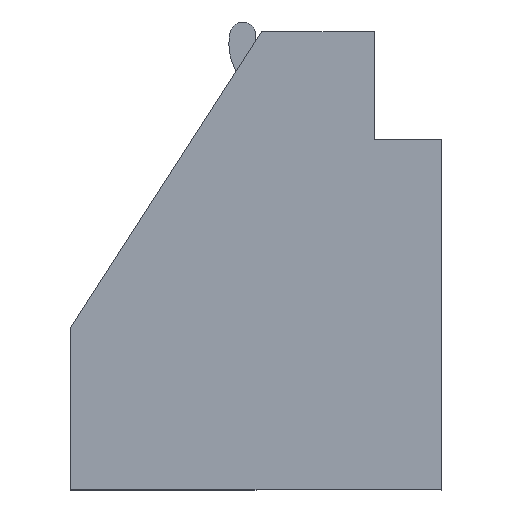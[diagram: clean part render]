
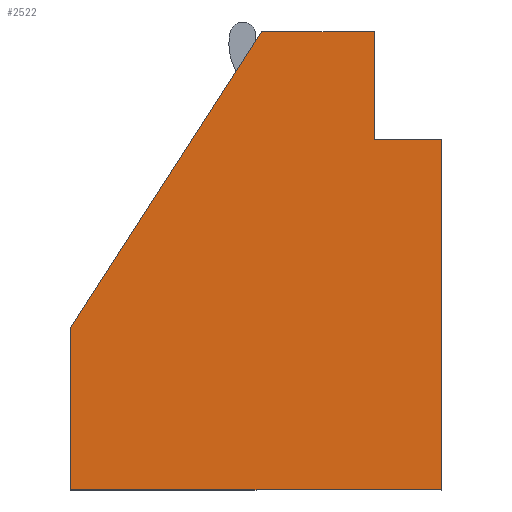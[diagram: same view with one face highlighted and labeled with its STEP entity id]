
A CAD part, top view. The second image highlights one B-rep face of the part: STEP entity #2522.
In plain terms, the highlighted planar face has unit normal (0, 0, 1).
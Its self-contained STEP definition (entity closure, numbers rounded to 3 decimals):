
#31 = FACE_OUTER_BOUND ( 'NONE', #1337, .T. ) ;
#40 = ORIENTED_EDGE ( 'NONE', *, *, #2342, .T. ) ;
#107 = LINE ( 'NONE', #986, #2143 ) ;
#131 = DIRECTION ( 'NONE',  ( -1., 0., 0. ) ) ;
#306 = DIRECTION ( 'NONE',  ( 1., 0., 0. ) ) ;
#342 = VECTOR ( 'NONE', #131, 1000. ) ;
#365 = DIRECTION ( 'NONE',  ( 0., 1., 0. ) ) ;
#487 = LINE ( 'NONE', #995, #2454 ) ;
#519 = ORIENTED_EDGE ( 'NONE', *, *, #3071, .T. ) ;
#541 = VECTOR ( 'NONE', #899, 1000. ) ;
#548 = ORIENTED_EDGE ( 'NONE', *, *, #2879, .T. ) ;
#561 = VERTEX_POINT ( 'NONE', #2749 ) ;
#575 = VERTEX_POINT ( 'NONE', #1319 ) ;
#611 = CARTESIAN_POINT ( 'NONE',  ( -5.182, -14.399, 8.731 ) ) ;
#707 = CARTESIAN_POINT ( 'NONE',  ( 12.409, 5.887, 8.731 ) ) ;
#712 = EDGE_CURVE ( 'NONE', #561, #2085, #3452, .T. ) ;
#729 = LINE ( 'NONE', #707, #342 ) ;
#741 = LINE ( 'NONE', #2074, #2439 ) ;
#865 = CARTESIAN_POINT ( 'NONE',  ( 12.409, 5.887, 8.731 ) ) ;
#899 = DIRECTION ( 'NONE',  ( -1., 0., 0. ) ) ;
#912 = CARTESIAN_POINT ( 'NONE',  ( 16.305, 5.887, 8.731 ) ) ;
#923 = DIRECTION ( 'NONE',  ( 0., -1., 0. ) ) ;
#955 = CARTESIAN_POINT ( 'NONE',  ( 16.305, -14.399, 8.731 ) ) ;
#986 = CARTESIAN_POINT ( 'NONE',  ( -5.182, -14.399, 8.731 ) ) ;
#991 = ORIENTED_EDGE ( 'NONE', *, *, #712, .T. ) ;
#995 = CARTESIAN_POINT ( 'NONE',  ( 5.894, 12.148, 8.731 ) ) ;
#1021 = CARTESIAN_POINT ( 'NONE',  ( 5.894, 12.148, 8.731 ) ) ;
#1164 = DIRECTION ( 'NONE',  ( 0., 0., 1. ) ) ;
#1178 = PLANE ( 'NONE',  #2964 ) ;
#1319 = CARTESIAN_POINT ( 'NONE',  ( 16.305, 5.887, 8.731 ) ) ;
#1337 = EDGE_LOOP ( 'NONE', ( #548, #2392, #2665, #40, #3537, #991, #519 ) ) ;
#1444 = CARTESIAN_POINT ( 'NONE',  ( 0., 0., 8.731 ) ) ;
#1515 = LINE ( 'NONE', #2657, #541 ) ;
#1558 = EDGE_CURVE ( 'NONE', #3507, #561, #487, .T. ) ;
#1949 = EDGE_CURVE ( 'NONE', #575, #2473, #729, .T. ) ;
#2018 = LINE ( 'NONE', #912, #3262 ) ;
#2074 = CARTESIAN_POINT ( 'NONE',  ( 12.409, 5.887, 8.731 ) ) ;
#2085 = VERTEX_POINT ( 'NONE', #611 ) ;
#2143 = VECTOR ( 'NONE', #2986, 1000. ) ;
#2288 = VERTEX_POINT ( 'NONE', #955 ) ;
#2340 = VECTOR ( 'NONE', #923, 1000. ) ;
#2342 = EDGE_CURVE ( 'NONE', #3064, #3507, #1515, .T. ) ;
#2392 = ORIENTED_EDGE ( 'NONE', *, *, #1949, .T. ) ;
#2439 = VECTOR ( 'NONE', #365, 1000. ) ;
#2454 = VECTOR ( 'NONE', #3228, 1000. ) ;
#2473 = VERTEX_POINT ( 'NONE', #865 ) ;
#2522 = ADVANCED_FACE ( 'NONE', ( #31 ), #1178, .T. ) ;
#2560 = CARTESIAN_POINT ( 'NONE',  ( -5.182, -5.009, 8.731 ) ) ;
#2581 = DIRECTION ( 'NONE',  ( 0., 1., 0. ) ) ;
#2657 = CARTESIAN_POINT ( 'NONE',  ( 12.409, 12.148, 8.731 ) ) ;
#2665 = ORIENTED_EDGE ( 'NONE', *, *, #3141, .T. ) ;
#2749 = CARTESIAN_POINT ( 'NONE',  ( -5.182, -5.009, 8.731 ) ) ;
#2879 = EDGE_CURVE ( 'NONE', #2288, #575, #2018, .T. ) ;
#2964 = AXIS2_PLACEMENT_3D ( 'NONE', #1444, #1164, #306 ) ;
#2986 = DIRECTION ( 'NONE',  ( 1., 0., 0. ) ) ;
#3064 = VERTEX_POINT ( 'NONE', #3203 ) ;
#3071 = EDGE_CURVE ( 'NONE', #2085, #2288, #107, .T. ) ;
#3141 = EDGE_CURVE ( 'NONE', #2473, #3064, #741, .T. ) ;
#3203 = CARTESIAN_POINT ( 'NONE',  ( 12.409, 12.148, 8.731 ) ) ;
#3228 = DIRECTION ( 'NONE',  ( -0.542, -0.84, 0. ) ) ;
#3262 = VECTOR ( 'NONE', #2581, 1000. ) ;
#3452 = LINE ( 'NONE', #2560, #2340 ) ;
#3507 = VERTEX_POINT ( 'NONE', #1021 ) ;
#3537 = ORIENTED_EDGE ( 'NONE', *, *, #1558, .T. ) ;
